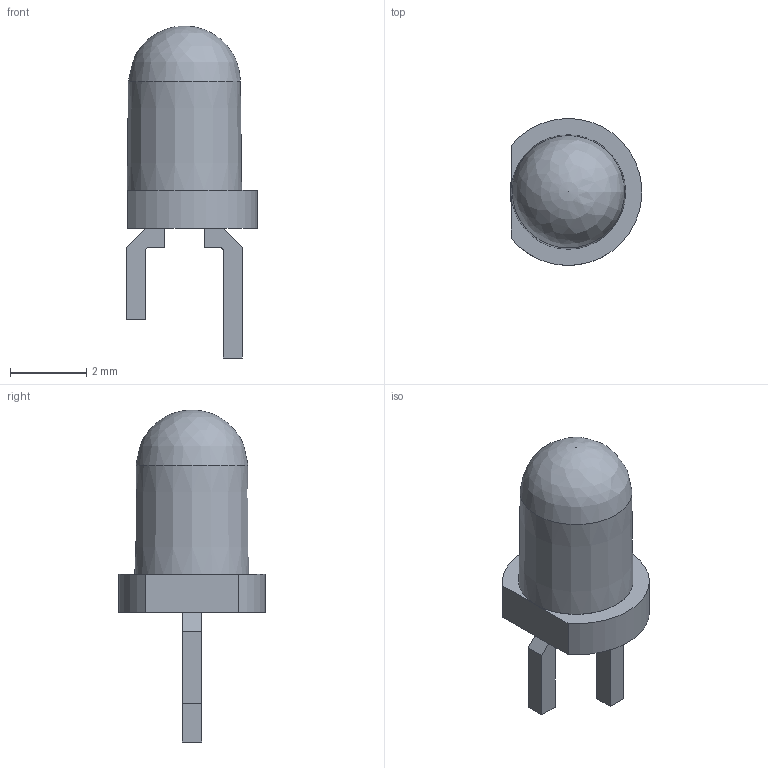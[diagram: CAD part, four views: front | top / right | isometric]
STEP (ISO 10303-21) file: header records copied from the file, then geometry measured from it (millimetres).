
FILE_DESCRIPTION(('FreeCAD Model'),'2;1');
FILE_NAME('Open CASCADE Shape Model','2024-09-29T11:37:58',(''),(''), 'Open CASCADE STEP processor 7.8','FreeCAD','Unknown');
FILE_SCHEMA(('AUTOMOTIVE_DESIGN { 1 0 10303 214 1 1 1 1 }'));
Length unit declared in the file: millimetre
Products named in the file (4): Unnamed; Body; Body001; Body002
Assembly tree (3 placements, depth 2):
  Unnamed
    Body
    Body001
    Body002
Bounding box: 3.44 x 3.85 x 8.7 mm (x, y, z)
Volume: 38.7 mm3; surface area: 80.5 mm2
Topology: 3 solids, 3 shells, 28 faces, 63 edges, 41 vertices
Faces by surface type: plane 22, cylinder 4, cone 1, revolution 1
Full cylindrical faces by diameter (mm): 3 x1
Entity records: 882 total; most frequent: CARTESIAN_POINT 147, DIRECTION 138, ORIENTED_EDGE 126, EDGE_CURVE 63, LINE 51, VECTOR 51, AXIS2_PLACEMENT_3D 43, VERTEX_POINT 42
